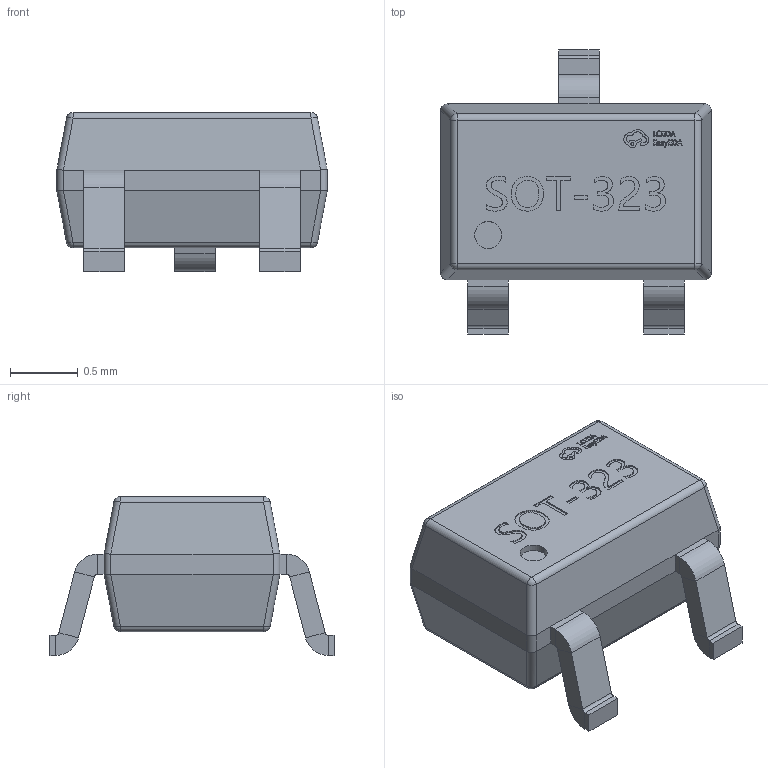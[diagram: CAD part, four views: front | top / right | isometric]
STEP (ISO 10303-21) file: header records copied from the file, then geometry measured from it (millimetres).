
FILE_DESCRIPTION (( 'STEP AP214' ), '1' );
FILE_NAME ('SOT-323-3_L2.0-W1.3-H1.0-LS2.1-P1.30.step', '2022-07-26T11:09:44', ( '' ), ( '' ), 'SwSTEP 2.0', 'SolidWorks 2020', '' );
FILE_SCHEMA (( 'AUTOMOTIVE_DESIGN' ));
Length unit declared in the file: millimetre
Products named in the file (1): SOT-323-3_L2.0-W1.3-H1.0-LS2.1-P1.30
Bounding box: 2 x 2.1 x 1.18 mm (x, y, z)
Volume: 2.5 mm3; surface area: 12.8 mm2
Topology: 14 solids, 14 shells, 492 faces, 1260 edges, 812 vertices
Faces by surface type: plane 286, bspline 164, cylinder 34, sphere 8
Entity records: 24407 total; most frequent: CARTESIAN_POINT 8089, ORIENTED_EDGE 2520, DIRECTION 1614, EDGE_CURVE 1260, VECTOR 852, LINE 852, VERTEX_POINT 812, EDGE_LOOP 520
